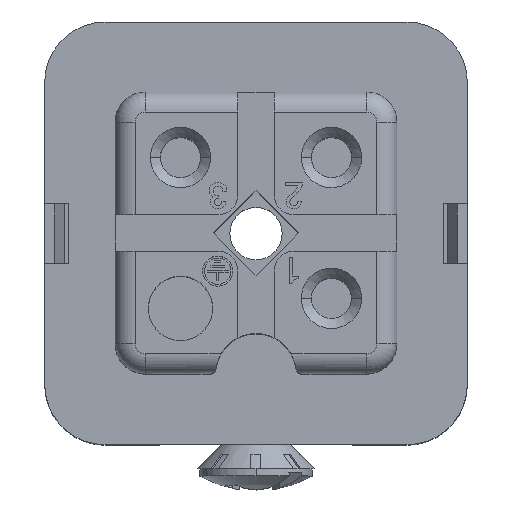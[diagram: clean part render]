
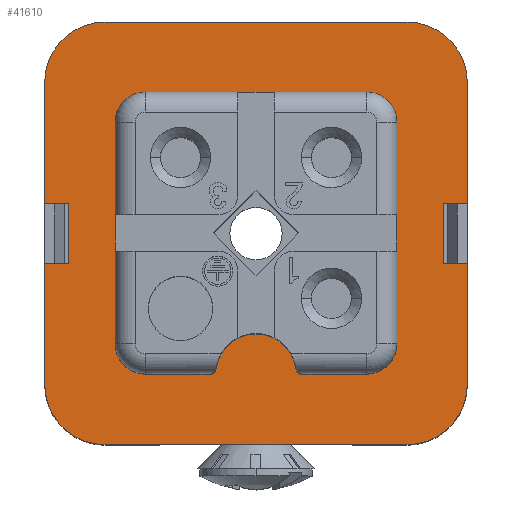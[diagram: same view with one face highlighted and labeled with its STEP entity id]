
A CAD part, top view. The second image highlights one B-rep face of the part: STEP entity #41610.
In plain terms, the highlighted planar face has unit normal (0, 0, 1).
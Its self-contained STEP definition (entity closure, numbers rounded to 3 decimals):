
#1880=CARTESIAN_POINT('',(0.,-48.165,36.));
#1890=DIRECTION('',(-1.,0.,0.));
#1900=VECTOR('',#1890,1.);
#1910=LINE('',#1880,#1900);
#1920=CARTESIAN_POINT('',(-38.188,-48.165,36.));
#1930=VERTEX_POINT('',#1920);
#1940=CARTESIAN_POINT('',(-39.388,-48.165,36.));
#1950=VERTEX_POINT('',#1940);
#1960=EDGE_CURVE('',#1930,#1950,#1910,.T.);
#5540=CARTESIAN_POINT('',(0.,-53.665,36.));
#5550=DIRECTION('',(-1.,0.,0.));
#5560=VECTOR('',#5550,1.);
#5570=LINE('',#5540,#5560);
#5580=CARTESIAN_POINT('',(-50.968,-53.665,36.));
#5590=VERTEX_POINT('',#5580);
#5600=CARTESIAN_POINT('',(-54.188,-53.665,36.));
#5610=VERTEX_POINT('',#5600);
#5620=EDGE_CURVE('',#5590,#5610,#5570,.T.);
#6010=CARTESIAN_POINT('',(0.,-45.165,36.));
#6020=DIRECTION('',(1.,0.,0.));
#6030=VECTOR('',#6020,1.);
#6040=LINE('',#6010,#6030);
#6050=CARTESIAN_POINT('',(-39.388,-45.165,36.));
#6060=VERTEX_POINT('',#6050);
#6070=CARTESIAN_POINT('',(-38.188,-45.165,36.));
#6080=VERTEX_POINT('',#6070);
#6090=EDGE_CURVE('',#6060,#6080,#6040,.T.);
#8770=CARTESIAN_POINT('',(-59.188,-54.165,36.));
#8780=VERTEX_POINT('',#8770);
#8810=CARTESIAN_POINT('',(-56.188,-54.165,36.));
#8820=DIRECTION('',(0.,0.,1.));
#8830=DIRECTION('',(-1.,0.,0.));
#8840=AXIS2_PLACEMENT_3D('',#8810,#8820,#8830);
#8850=CIRCLE('',#8840,3.);
#8860=CARTESIAN_POINT('',(-56.188,-57.165,36.));
#8870=VERTEX_POINT('',#8860);
#8880=EDGE_CURVE('',#8780,#8870,#8850,.T.);
#11280=CARTESIAN_POINT('',(-50.671,-53.404,36.));
#11290=VERTEX_POINT('',#11280);
#11320=CARTESIAN_POINT('',(-50.968,-53.365,36.));
#11330=DIRECTION('',(0.,0.,1.));
#11340=DIRECTION('',(1.,0.,0.));
#11350=AXIS2_PLACEMENT_3D('',#11320,#11330,#11340);
#11360=CIRCLE('',#11350,0.3);
#11370=EDGE_CURVE('',#5590,#11290,#11360,.T.);
#37330=CARTESIAN_POINT('',(-39.388,0.,36.));
#37340=DIRECTION('',(0.,1.,0.));
#37350=VECTOR('',#37340,1.);
#37360=LINE('',#37330,#37350);
#37370=EDGE_CURVE('',#1950,#6060,#37360,.T.);
#38180=CARTESIAN_POINT('',(-54.188,-39.665,36.));
#38190=VERTEX_POINT('',#38180);
#38220=CARTESIAN_POINT('',(0.,-39.665,36.));
#38230=DIRECTION('',(-1.,0.,0.));
#38240=VECTOR('',#38230,1.);
#38250=LINE('',#38220,#38240);
#38260=CARTESIAN_POINT('',(-43.188,-39.665,36.));
#38270=VERTEX_POINT('',#38260);
#38280=EDGE_CURVE('',#38270,#38190,#38250,.T.);
#38800=CARTESIAN_POINT('',(-55.688,-52.165,36.));
#38810=VERTEX_POINT('',#38800);
#38840=CARTESIAN_POINT('',(-55.688,0.,36.));
#38850=DIRECTION('',(0.,-1.,0.));
#38860=VECTOR('',#38850,1.);
#38870=LINE('',#38840,#38860);
#38880=CARTESIAN_POINT('',(-55.688,-41.165,36.));
#38890=VERTEX_POINT('',#38880);
#38900=EDGE_CURVE('',#38890,#38810,#38870,.T.);
#39500=CARTESIAN_POINT('',(-41.688,-41.165,36.));
#39510=VERTEX_POINT('',#39500);
#39540=CARTESIAN_POINT('',(-41.688,0.,36.));
#39550=DIRECTION('',(0.,1.,0.));
#39560=VECTOR('',#39550,1.);
#39570=LINE('',#39540,#39560);
#39580=CARTESIAN_POINT('',(-41.688,-52.165,36.));
#39590=VERTEX_POINT('',#39580);
#39600=EDGE_CURVE('',#39590,#39510,#39570,.T.);
#39940=CARTESIAN_POINT('',(1.665,-54.048,36.));
#39950=DIRECTION('',(0.,0.,-1.));
#39960=DIRECTION('',(1.,0.,0.));
#39970=AXIS2_PLACEMENT_3D('',#39940,#39950,#39960);
#39980=PLANE('',#39970);
#39990=CARTESIAN_POINT('',(-54.188,-41.165,36.));
#40000=DIRECTION('',(0.,0.,1.));
#40010=DIRECTION('',(1.,0.,0.));
#40020=AXIS2_PLACEMENT_3D('',#39990,#40000,#40010);
#40030=CIRCLE('',#40020,1.5);
#40040=EDGE_CURVE('',#38190,#38890,#40030,.T.);
#40050=ORIENTED_EDGE('',*,*,#40040,.F.);
#40060=ORIENTED_EDGE('',*,*,#38900,.F.);
#40070=CARTESIAN_POINT('',(-54.188,-52.165,36.));
#40080=DIRECTION('',(0.,0.,-1.));
#40090=DIRECTION('',(-1.,0.,0.));
#40100=AXIS2_PLACEMENT_3D('',#40070,#40080,#40090);
#40110=CIRCLE('',#40100,1.5);
#40120=EDGE_CURVE('',#5610,#38810,#40110,.T.);
#40130=ORIENTED_EDGE('',*,*,#40120,.T.);
#40140=ORIENTED_EDGE('',*,*,#5620,.T.);
#40150=ORIENTED_EDGE('',*,*,#11370,.F.);
#40160=CARTESIAN_POINT('',(-48.688,-53.665,36.));
#40170=DIRECTION('',(0.,0.,1.));
#40180=DIRECTION('',(1.,0.,0.));
#40190=AXIS2_PLACEMENT_3D('',#40160,#40170,#40180);
#40200=CIRCLE('',#40190,2.);
#40210=CARTESIAN_POINT('',(-46.705,-53.404,36.));
#40220=VERTEX_POINT('',#40210);
#40230=EDGE_CURVE('',#40220,#11290,#40200,.T.);
#40240=ORIENTED_EDGE('',*,*,#40230,.T.);
#40250=CARTESIAN_POINT('',(-46.408,-53.365,36.));
#40260=DIRECTION('',(0.,0.,1.));
#40270=DIRECTION('',(1.,0.,0.));
#40280=AXIS2_PLACEMENT_3D('',#40250,#40260,#40270);
#40290=CIRCLE('',#40280,0.3);
#40300=CARTESIAN_POINT('',(-46.408,-53.665,36.));
#40310=VERTEX_POINT('',#40300);
#40320=EDGE_CURVE('',#40220,#40310,#40290,.T.);
#40330=ORIENTED_EDGE('',*,*,#40320,.F.);
#40340=CARTESIAN_POINT('',(0.,-53.665,36.));
#40350=DIRECTION('',(-1.,0.,0.));
#40360=VECTOR('',#40350,1.);
#40370=LINE('',#40340,#40360);
#40380=CARTESIAN_POINT('',(-43.188,-53.665,36.));
#40390=VERTEX_POINT('',#40380);
#40400=EDGE_CURVE('',#40390,#40310,#40370,.T.);
#40410=ORIENTED_EDGE('',*,*,#40400,.T.);
#40420=CARTESIAN_POINT('',(-43.188,-52.165,36.));
#40430=DIRECTION('',(0.,0.,-1.));
#40440=DIRECTION('',(-1.,0.,0.));
#40450=AXIS2_PLACEMENT_3D('',#40420,#40430,#40440);
#40460=CIRCLE('',#40450,1.5);
#40470=EDGE_CURVE('',#39590,#40390,#40460,.T.);
#40480=ORIENTED_EDGE('',*,*,#40470,.T.);
#40490=ORIENTED_EDGE('',*,*,#39600,.F.);
#40500=CARTESIAN_POINT('',(-43.188,-41.165,36.));
#40510=DIRECTION('',(0.,0.,-1.));
#40520=DIRECTION('',(-1.,0.,0.));
#40530=AXIS2_PLACEMENT_3D('',#40500,#40510,#40520);
#40540=CIRCLE('',#40530,1.5);
#40550=EDGE_CURVE('',#38270,#39510,#40540,.T.);
#40560=ORIENTED_EDGE('',*,*,#40550,.T.);
#40570=ORIENTED_EDGE('',*,*,#38280,.F.);
#40580=EDGE_LOOP('',(#40570,#40560,#40490,#40480,#40410,#40330,#40240,
#40150,#40140,#40130,#40060,#40050));
#40590=FACE_BOUND('',#40580,.T.);
#40600=CARTESIAN_POINT('',(-41.188,-54.165,36.));
#40610=DIRECTION('',(0.,0.,-1.));
#40620=DIRECTION('',(1.,0.,0.));
#40630=AXIS2_PLACEMENT_3D('',#40600,#40610,#40620);
#40640=CIRCLE('',#40630,3.);
#40650=CARTESIAN_POINT('',(-38.188,-54.165,36.));
#40660=VERTEX_POINT('',#40650);
#40670=CARTESIAN_POINT('',(-41.188,-57.165,36.));
#40680=VERTEX_POINT('',#40670);
#40690=EDGE_CURVE('',#40660,#40680,#40640,.T.);
#40700=ORIENTED_EDGE('',*,*,#40690,.F.);
#40710=CARTESIAN_POINT('',(0.,-57.165,36.));
#40720=DIRECTION('',(1.,0.,0.));
#40730=VECTOR('',#40720,1.);
#40740=LINE('',#40710,#40730);
#40750=EDGE_CURVE('',#8870,#40680,#40740,.T.);
#40760=ORIENTED_EDGE('',*,*,#40750,.T.);
#40770=ORIENTED_EDGE('',*,*,#8880,.T.);
#40780=CARTESIAN_POINT('',(-59.188,0.,36.));
#40790=DIRECTION('',(0.,-1.,0.));
#40800=VECTOR('',#40790,1.);
#40810=LINE('',#40780,#40800);
#40820=CARTESIAN_POINT('',(-59.188,-48.165,36.));
#40830=VERTEX_POINT('',#40820);
#40840=EDGE_CURVE('',#40830,#8780,#40810,.T.);
#40850=ORIENTED_EDGE('',*,*,#40840,.T.);
#40860=CARTESIAN_POINT('',(0.,-48.165,36.));
#40870=DIRECTION('',(-1.,0.,0.));
#40880=VECTOR('',#40870,1.);
#40890=LINE('',#40860,#40880);
#40900=CARTESIAN_POINT('',(-57.988,-48.165,36.));
#40910=VERTEX_POINT('',#40900);
#40920=EDGE_CURVE('',#40910,#40830,#40890,.T.);
#40930=ORIENTED_EDGE('',*,*,#40920,.T.);
#40940=CARTESIAN_POINT('',(-57.988,0.,36.));
#40950=DIRECTION('',(0.,1.,0.));
#40960=VECTOR('',#40950,1.);
#40970=LINE('',#40940,#40960);
#40980=CARTESIAN_POINT('',(-57.988,-45.165,36.));
#40990=VERTEX_POINT('',#40980);
#41000=EDGE_CURVE('',#40910,#40990,#40970,.T.);
#41010=ORIENTED_EDGE('',*,*,#41000,.F.);
#41020=CARTESIAN_POINT('',(0.,-45.165,36.));
#41030=DIRECTION('',(1.,0.,0.));
#41040=VECTOR('',#41030,1.);
#41050=LINE('',#41020,#41040);
#41060=CARTESIAN_POINT('',(-59.188,-45.165,36.));
#41070=VERTEX_POINT('',#41060);
#41080=EDGE_CURVE('',#41070,#40990,#41050,.T.);
#41090=ORIENTED_EDGE('',*,*,#41080,.T.);
#41100=CARTESIAN_POINT('',(-59.188,0.,36.));
#41110=DIRECTION('',(0.,-1.,0.));
#41120=VECTOR('',#41110,1.);
#41130=LINE('',#41100,#41120);
#41140=CARTESIAN_POINT('',(-59.188,-39.165,36.));
#41150=VERTEX_POINT('',#41140);
#41160=EDGE_CURVE('',#41150,#41070,#41130,.T.);
#41170=ORIENTED_EDGE('',*,*,#41160,.T.);
#41180=CARTESIAN_POINT('',(-56.188,-39.165,36.));
#41190=DIRECTION('',(0.,0.,-1.));
#41200=DIRECTION('',(1.,0.,0.));
#41210=AXIS2_PLACEMENT_3D('',#41180,#41190,#41200);
#41220=CIRCLE('',#41210,3.);
#41230=CARTESIAN_POINT('',(-56.188,-36.165,36.));
#41240=VERTEX_POINT('',#41230);
#41250=EDGE_CURVE('',#41150,#41240,#41220,.T.);
#41260=ORIENTED_EDGE('',*,*,#41250,.F.);
#41270=CARTESIAN_POINT('',(0.,-36.165,36.));
#41280=DIRECTION('',(-1.,0.,0.));
#41290=VECTOR('',#41280,1.);
#41300=LINE('',#41270,#41290);
#41310=CARTESIAN_POINT('',(-41.188,-36.165,36.));
#41320=VERTEX_POINT('',#41310);
#41330=EDGE_CURVE('',#41320,#41240,#41300,.T.);
#41340=ORIENTED_EDGE('',*,*,#41330,.T.);
#41350=CARTESIAN_POINT('',(-41.188,-39.165,36.));
#41360=DIRECTION('',(0.,0.,-1.));
#41370=DIRECTION('',(1.,0.,0.));
#41380=AXIS2_PLACEMENT_3D('',#41350,#41360,#41370);
#41390=CIRCLE('',#41380,3.);
#41400=CARTESIAN_POINT('',(-38.188,-39.165,36.));
#41410=VERTEX_POINT('',#41400);
#41420=EDGE_CURVE('',#41320,#41410,#41390,.T.);
#41430=ORIENTED_EDGE('',*,*,#41420,.F.);
#41440=CARTESIAN_POINT('',(-38.188,0.,36.));
#41450=DIRECTION('',(0.,1.,0.));
#41460=VECTOR('',#41450,1.);
#41470=LINE('',#41440,#41460);
#41480=EDGE_CURVE('',#6080,#41410,#41470,.T.);
#41490=ORIENTED_EDGE('',*,*,#41480,.T.);
#41500=ORIENTED_EDGE('',*,*,#6090,.T.);
#41510=ORIENTED_EDGE('',*,*,#37370,.T.);
#41520=ORIENTED_EDGE('',*,*,#1960,.T.);
#41530=CARTESIAN_POINT('',(-38.188,0.,36.));
#41540=DIRECTION('',(0.,1.,0.));
#41550=VECTOR('',#41540,1.);
#41560=LINE('',#41530,#41550);
#41570=EDGE_CURVE('',#40660,#1930,#41560,.T.);
#41580=ORIENTED_EDGE('',*,*,#41570,.T.);
#41590=EDGE_LOOP('',(#41580,#41520,#41510,#41500,#41490,#41430,#41340,
#41260,#41170,#41090,#41010,#40930,#40850,#40770,#40760,#40700));
#41600=FACE_OUTER_BOUND('',#41590,.T.);
#41610=ADVANCED_FACE('',(#40590,#41600),#39980,.F.);
